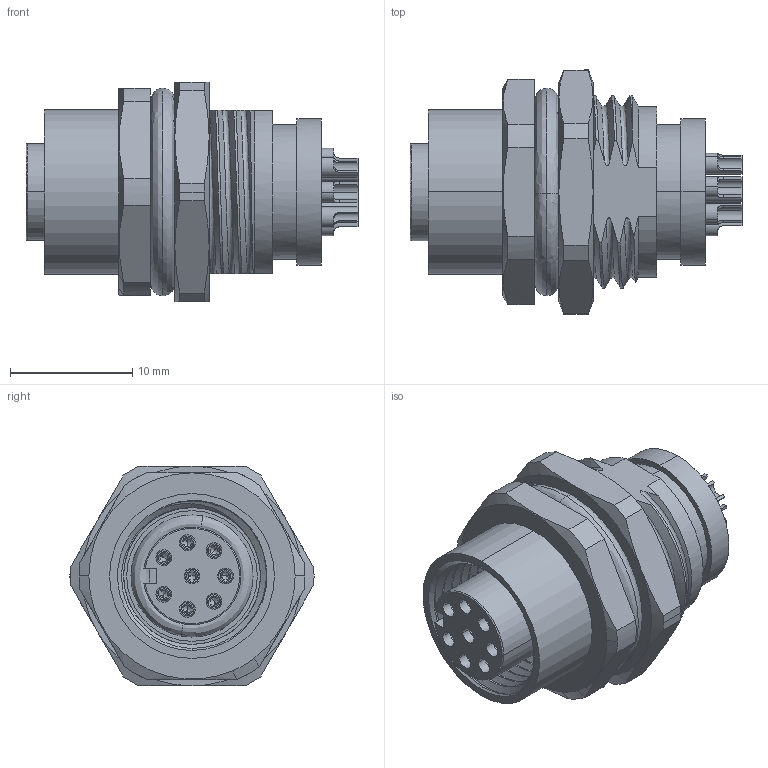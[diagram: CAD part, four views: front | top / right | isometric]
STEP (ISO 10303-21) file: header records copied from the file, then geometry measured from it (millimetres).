
FILE_DESCRIPTION (( 'STEP AP203' ), '1' );
FILE_NAME ('54-00529.STEP', '2025-12-01T22:44:28', ( '' ), ( '' ), 'SwSTEP 2.0', 'SolidWorks 2025', '' );
FILE_SCHEMA (( 'CONFIG_CONTROL_DESIGN' ));
Length unit declared in the file: millimetre
Products named in the file (4): 56-00046; 54-00529; 10-7-15000_1.STEP
Assembly tree (3 placements, depth 2):
  54-00529
    54-00529
    56-00046
    10-7-15000_1.STEP
Bounding box: 27.2 x 20 x 18 mm (x, y, z)
Volume: 2853.6 mm3; surface area: 6309.1 mm2
Topology: 13 solids, 13 shells, 763 faces, 1934 edges, 1230 vertices
Faces by surface type: cylinder 310, cone 196, plane 195, bspline 60, torus 2
Entity records: 37382 total; most frequent: CARTESIAN_POINT 19494, ORIENTED_EDGE 3804, DIRECTION 3440, EDGE_CURVE 1902, AXIS2_PLACEMENT_3D 1411, VERTEX_POINT 1229, EDGE_LOOP 851, FACE_OUTER_BOUND 763
